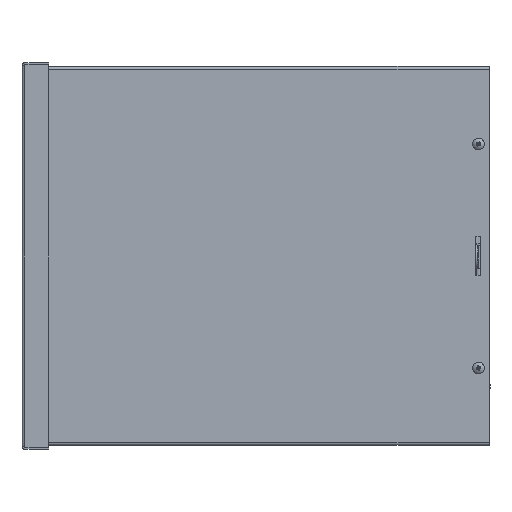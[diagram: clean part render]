
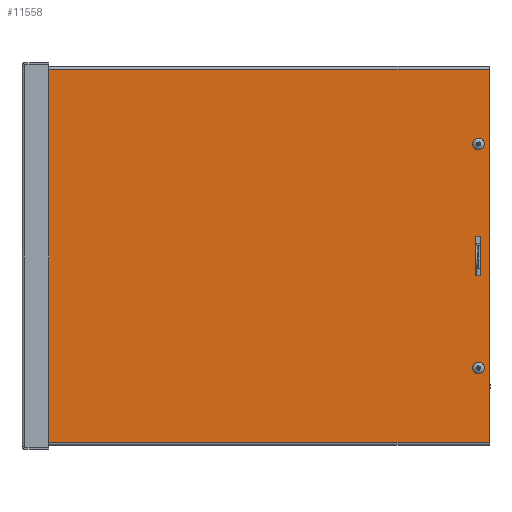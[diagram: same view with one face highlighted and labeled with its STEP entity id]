
A CAD part, front view. The second image highlights one B-rep face of the part: STEP entity #11558.
In plain terms, the highlighted face is planar.
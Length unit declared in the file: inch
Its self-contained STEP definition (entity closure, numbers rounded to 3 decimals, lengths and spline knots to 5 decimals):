
#10810=CARTESIAN_POINT('',(0.828,5.656,0.062));
#10811=VERTEX_POINT('',#10810);
#10812=CARTESIAN_POINT('',(0.6715,5.656,0.062));
#10813=DIRECTION('',(0.0,0.0,-1.0));
#10814=DIRECTION('',(-1.0,0.0,0.0));
#10815=AXIS2_PLACEMENT_3D('',#10812,#10813,#10814);
#10816=CIRCLE('',#10815,0.1565);
#10817=EDGE_CURVE('',#10811,#10811,#10816,.T.);
#10838=CARTESIAN_POINT('',(-6.485,5.656,0.062));
#10839=VERTEX_POINT('',#10838);
#10840=CARTESIAN_POINT('',(-6.6415,5.656,0.062));
#10841=DIRECTION('',(0.0,0.0,-1.0));
#10842=DIRECTION('',(-1.0,0.0,0.0));
#10843=AXIS2_PLACEMENT_3D('',#10840,#10841,#10842);
#10844=CIRCLE('',#10843,0.1565);
#10845=EDGE_CURVE('',#10839,#10839,#10844,.T.);
#10866=CARTESIAN_POINT('',(0.828,-8.656,0.062));
#10867=VERTEX_POINT('',#10866);
#10868=CARTESIAN_POINT('',(0.6715,-8.656,0.062));
#10869=DIRECTION('',(0.0,0.0,-1.0));
#10870=DIRECTION('',(-1.0,0.0,0.0));
#10871=AXIS2_PLACEMENT_3D('',#10868,#10869,#10870);
#10872=CIRCLE('',#10871,0.1565);
#10873=EDGE_CURVE('',#10867,#10867,#10872,.T.);
#10894=CARTESIAN_POINT('',(-6.485,-8.656,0.062));
#10895=VERTEX_POINT('',#10894);
#10896=CARTESIAN_POINT('',(-6.6415,-8.656,0.062));
#10897=DIRECTION('',(0.0,0.0,-1.0));
#10898=DIRECTION('',(-1.0,0.0,0.0));
#10899=AXIS2_PLACEMENT_3D('',#10896,#10897,#10898);
#10900=CIRCLE('',#10899,0.1565);
#10901=EDGE_CURVE('',#10895,#10895,#10900,.T.);
#10911=CARTESIAN_POINT('',(-3.6095,-8.56588,0.062));
#10912=VERTEX_POINT('',#10911);
#10913=CARTESIAN_POINT('',(-2.3595,-8.56588,0.062));
#10914=VERTEX_POINT('',#10913);
#10915=CARTESIAN_POINT('',(-3.6095,-8.56588,0.062));
#10916=DIRECTION('',(1.0,0.0,0.0));
#10917=VECTOR('',#10916,1.25);
#10918=LINE('',#10915,#10917);
#10919=EDGE_CURVE('',#10912,#10914,#10918,.T.);
#10951=CARTESIAN_POINT('',(-3.6095,-8.72213,0.062));
#10952=VERTEX_POINT('',#10951);
#10953=CARTESIAN_POINT('',(-3.6095,-8.72213,0.062));
#10954=DIRECTION('',(0.0,1.0,0.0));
#10955=VECTOR('',#10954,0.15625);
#10956=LINE('',#10953,#10955);
#10957=EDGE_CURVE('',#10952,#10912,#10956,.T.);
#10982=CARTESIAN_POINT('',(-2.3595,-8.72213,0.062));
#10983=VERTEX_POINT('',#10982);
#10984=CARTESIAN_POINT('',(-2.3595,-8.72213,0.062));
#10985=DIRECTION('',(-1.0,0.0,0.0));
#10986=VECTOR('',#10985,1.25);
#10987=LINE('',#10984,#10986);
#10988=EDGE_CURVE('',#10983,#10952,#10987,.T.);
#11020=CARTESIAN_POINT('',(-2.3595,-8.56588,0.062));
#11021=DIRECTION('',(0.0,-1.0,0.0));
#11022=VECTOR('',#11021,0.15625);
#11023=LINE('',#11020,#11022);
#11024=EDGE_CURVE('',#10914,#10983,#11023,.T.);
#11045=CARTESIAN_POINT('',(3.10925,6.,0.062));
#11046=VERTEX_POINT('',#11045);
#11054=CARTESIAN_POINT('',(3.10925,-9.,0.062));
#11055=VERTEX_POINT('',#11054);
#11056=CARTESIAN_POINT('',(3.10925,-9.,0.062));
#11057=DIRECTION('',(0.0,1.0,0.0));
#11058=VECTOR('',#11057,15.);
#11059=LINE('',#11056,#11058);
#11060=EDGE_CURVE('',#11055,#11046,#11059,.T.);
#11281=CARTESIAN_POINT('',(-9.07925,-9.,0.062));
#11282=VERTEX_POINT('',#11281);
#11290=CARTESIAN_POINT('',(-9.07925,6.0,0.062));
#11291=VERTEX_POINT('',#11290);
#11292=CARTESIAN_POINT('',(-9.07925,6.0,0.062));
#11293=DIRECTION('',(0.0,-1.0,0.0));
#11294=VECTOR('',#11293,15.);
#11295=LINE('',#11292,#11294);
#11296=EDGE_CURVE('',#11291,#11282,#11295,.T.);
#11508=CARTESIAN_POINT('',(-9.07925,6.0,0.062));
#11509=DIRECTION('',(1.0,0.0,0.0));
#11510=VECTOR('',#11509,12.1885);
#11511=LINE('',#11508,#11510);
#11512=EDGE_CURVE('',#11291,#11046,#11511,.T.);
#11524=CARTESIAN_POINT('',(-2.985,-1.5,0.062));
#11525=DIRECTION('',(0.0,0.0,1.0));
#11526=DIRECTION('',(1.0,0.0,0.0));
#11527=AXIS2_PLACEMENT_3D('',#11524,#11525,#11526);
#11528=PLANE('',#11527);
#11529=ORIENTED_EDGE('',*,*,#11296,.T.);
#11530=CARTESIAN_POINT('',(3.10925,-9.,0.062));
#11531=DIRECTION('',(-1.0,0.0,0.0));
#11532=VECTOR('',#11531,12.1885);
#11533=LINE('',#11530,#11532);
#11534=EDGE_CURVE('',#11055,#11282,#11533,.T.);
#11535=ORIENTED_EDGE('',*,*,#11534,.F.);
#11536=ORIENTED_EDGE('',*,*,#11060,.T.);
#11537=ORIENTED_EDGE('',*,*,#11512,.F.);
#11538=EDGE_LOOP('',(#11529,#11535,#11536,#11537));
#11539=FACE_OUTER_BOUND('',#11538,.T.);
#11540=ORIENTED_EDGE('',*,*,#10817,.T.);
#11541=EDGE_LOOP('',(#11540));
#11542=FACE_BOUND('',#11541,.T.);
#11543=ORIENTED_EDGE('',*,*,#10845,.T.);
#11544=EDGE_LOOP('',(#11543));
#11545=FACE_BOUND('',#11544,.T.);
#11546=ORIENTED_EDGE('',*,*,#10873,.T.);
#11547=EDGE_LOOP('',(#11546));
#11548=FACE_BOUND('',#11547,.T.);
#11549=ORIENTED_EDGE('',*,*,#10901,.T.);
#11550=EDGE_LOOP('',(#11549));
#11551=FACE_BOUND('',#11550,.T.);
#11552=ORIENTED_EDGE('',*,*,#10919,.T.);
#11553=ORIENTED_EDGE('',*,*,#11024,.T.);
#11554=ORIENTED_EDGE('',*,*,#10988,.T.);
#11555=ORIENTED_EDGE('',*,*,#10957,.T.);
#11556=EDGE_LOOP('',(#11552,#11553,#11554,#11555));
#11557=FACE_BOUND('',#11556,.T.);
#11558=ADVANCED_FACE('',(#11539,#11542,#11545,#11548,#11551,#11557),#11528,.T.);
